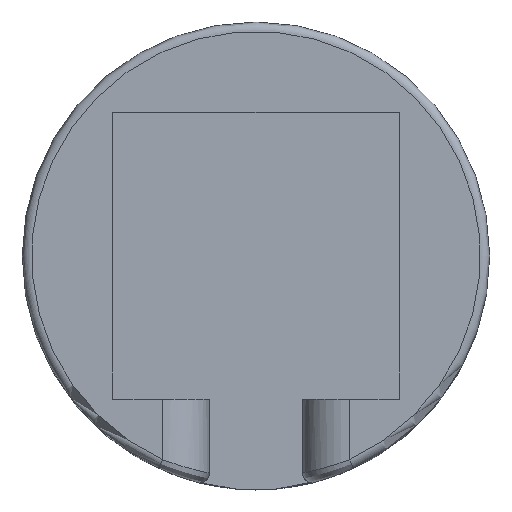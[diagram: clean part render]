
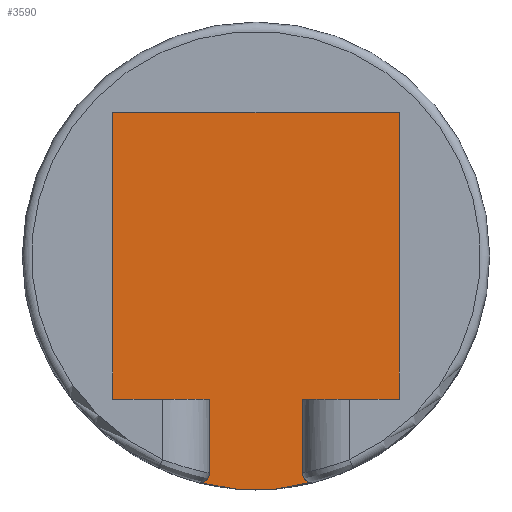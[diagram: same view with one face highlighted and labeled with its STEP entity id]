
A CAD part, top view. The second image highlights one B-rep face of the part: STEP entity #3590.
In plain terms, the highlighted planar face has unit normal (0, 0, 1).
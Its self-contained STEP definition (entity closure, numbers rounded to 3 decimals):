
#2730=CARTESIAN_POINT('',(0.,0.,3.));
#2740=DIRECTION('',(0.,0.,1.));
#2750=DIRECTION('',(1.,0.,0.));
#2760=AXIS2_PLACEMENT_3D('',#2730,#2740,#2750);
#2770=PLANE('',#2760);
#2780=CARTESIAN_POINT('',(4.,0.,3.));
#2790=DIRECTION('',(-0.,1.,0.));
#2800=VECTOR('',#2790,1.);
#2810=LINE('',#2780,#2800);
#2820=CARTESIAN_POINT('',(4.,4.,3.));
#2830=VERTEX_POINT('',#2820);
#2840=CARTESIAN_POINT('',(4.,96.,3.));
#2850=VERTEX_POINT('',#2840);
#2860=EDGE_CURVE('',#2830,#2850,#2810,.T.);
#2870=ORIENTED_EDGE('',*,*,#2860,.F.);
#2880=CARTESIAN_POINT('',(0.,96.,3.));
#2890=DIRECTION('',(1.,0.,0.));
#2900=VECTOR('',#2890,1.);
#2910=LINE('',#2880,#2900);
#2920=CARTESIAN_POINT('',(96.,96.,3.));
#2930=VERTEX_POINT('',#2920);
#2940=EDGE_CURVE('',#2850,#2930,#2910,.T.);
#2950=ORIENTED_EDGE('',*,*,#2940,.F.);
#2960=CARTESIAN_POINT('',(96.,0.,3.));
#2970=DIRECTION('',(-0.,-1.,0.));
#2980=VECTOR('',#2970,1.);
#2990=LINE('',#2960,#2980);
#3000=CARTESIAN_POINT('',(96.,4.,3.));
#3010=VERTEX_POINT('',#3000);
#3020=EDGE_CURVE('',#2930,#3010,#2990,.T.);
#3030=ORIENTED_EDGE('',*,*,#3020,.F.);
#3040=CARTESIAN_POINT('',(0.,4.,3.));
#3050=DIRECTION('',(-1.,0.,0.));
#3060=VECTOR('',#3050,1.);
#3070=LINE('',#3040,#3060);
#3080=CARTESIAN_POINT('',(65.,4.,3.));
#3090=VERTEX_POINT('',#3080);
#3100=EDGE_CURVE('',#3010,#3090,#3070,.T.);
#3110=ORIENTED_EDGE('',*,*,#3100,.F.);
#3120=CARTESIAN_POINT('',(65.,0.,3.));
#3130=DIRECTION('',(-0.,1.,0.));
#3140=VECTOR('',#3130,1.);
#3150=LINE('',#3120,#3140);
#3160=CARTESIAN_POINT('',(65.,-19.714,3.));
#3170=VERTEX_POINT('',#3160);
#3180=EDGE_CURVE('',#3170,#3090,#3150,.T.);
#3190=ORIENTED_EDGE('',*,*,#3180,.T.);
#3200=CARTESIAN_POINT('',(68.,-19.714,3.));
#3210=DIRECTION('',(0.,0.,1.));
#3220=DIRECTION('',(1.,0.,-0.));
#3230=AXIS2_PLACEMENT_3D('',#3200,#3210,#3220);
#3240=CIRCLE('',#3230,3.);
#3250=CARTESIAN_POINT('',(68.75,-22.618,3.));
#3260=VERTEX_POINT('',#3250);
#3270=EDGE_CURVE('',#3170,#3260,#3240,.T.);
#3280=ORIENTED_EDGE('',*,*,#3270,.F.);
#3290=CARTESIAN_POINT('',(50.,50.,3.));
#3300=DIRECTION('',(0.,0.,1.));
#3310=DIRECTION('',(1.,0.,0.));
#3320=AXIS2_PLACEMENT_3D('',#3290,#3300,#3310);
#3330=CIRCLE('',#3320,75.);
#3340=CARTESIAN_POINT('',(31.25,-22.618,3.));
#3350=VERTEX_POINT('',#3340);
#3360=EDGE_CURVE('',#3350,#3260,#3330,.T.);
#3370=ORIENTED_EDGE('',*,*,#3360,.T.);
#3380=CARTESIAN_POINT('',(32.,-19.714,3.));
#3390=DIRECTION('',(0.,0.,1.));
#3400=DIRECTION('',(1.,0.,-0.));
#3410=AXIS2_PLACEMENT_3D('',#3380,#3390,#3400);
#3420=CIRCLE('',#3410,3.);
#3430=CARTESIAN_POINT('',(35.,-19.714,3.));
#3440=VERTEX_POINT('',#3430);
#3450=EDGE_CURVE('',#3350,#3440,#3420,.T.);
#3460=ORIENTED_EDGE('',*,*,#3450,.F.);
#3470=CARTESIAN_POINT('',(35.,0.,3.));
#3480=DIRECTION('',(-0.,1.,0.));
#3490=VECTOR('',#3480,1.);
#3500=LINE('',#3470,#3490);
#3510=CARTESIAN_POINT('',(35.,4.,3.));
#3520=VERTEX_POINT('',#3510);
#3530=EDGE_CURVE('',#3440,#3520,#3500,.T.);
#3540=ORIENTED_EDGE('',*,*,#3530,.F.);
#3550=EDGE_CURVE('',#3520,#2830,#3070,.T.);
#3560=ORIENTED_EDGE('',*,*,#3550,.F.);
#3570=EDGE_LOOP('',(#3560,#3540,#3460,#3370,#3280,#3190,#3110,#3030,
#2950,#2870));
#3580=FACE_OUTER_BOUND('',#3570,.T.);
#3590=ADVANCED_FACE('',(#3580),#2770,.T.);
